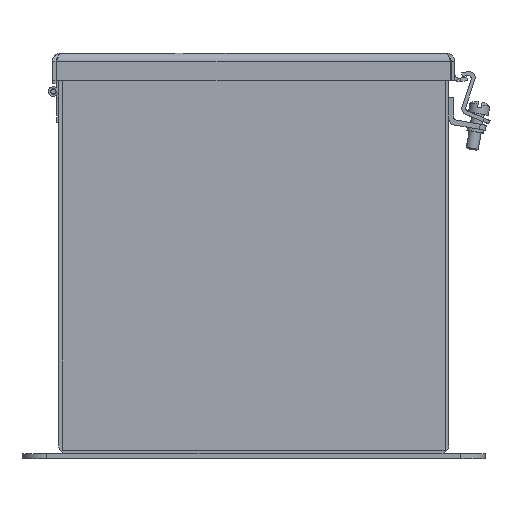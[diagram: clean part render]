
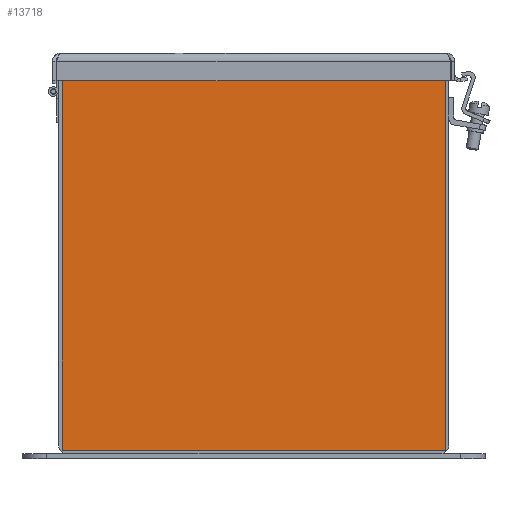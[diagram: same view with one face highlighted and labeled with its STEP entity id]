
A CAD part, left-side view. The second image highlights one B-rep face of the part: STEP entity #13718.
In plain terms, the highlighted planar face has unit normal (-1, 0, 0).
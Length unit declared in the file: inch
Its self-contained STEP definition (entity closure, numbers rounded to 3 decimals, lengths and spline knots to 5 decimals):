
#58 = VERTEX_POINT ( 'NONE', #18104 ) ;
#74 = VECTOR ( 'NONE', #19114, 39.37008 ) ;
#81 = CARTESIAN_POINT ( 'NONE',  ( -6., -3.926, -1.176 ) ) ;
#83 = CARTESIAN_POINT ( 'NONE',  ( -6., -3.926, 6.676 ) ) ;
#215 = CARTESIAN_POINT ( 'NONE',  ( -6., 0., 6.676 ) ) ;
#685 = EDGE_CURVE ( 'NONE', #5353, #13456, #10461, .T. ) ;
#709 = LINE ( 'NONE', #12202, #7300 ) ;
#1089 = DIRECTION ( 'NONE',  ( 0., 1., 0. ) ) ;
#1391 = PLANE ( 'NONE',  #7921 ) ;
#1749 = ORIENTED_EDGE ( 'NONE', *, *, #11741, .F. ) ;
#1804 = EDGE_CURVE ( 'NONE', #15796, #7858, #709, .T. ) ;
#2367 = DIRECTION ( 'NONE',  ( 0., -1., 0. ) ) ;
#3273 = CARTESIAN_POINT ( 'NONE',  ( -6., -3.926, 2.75 ) ) ;
#3321 = ORIENTED_EDGE ( 'NONE', *, *, #15491, .T. ) ;
#4051 = ORIENTED_EDGE ( 'NONE', *, *, #5062, .T. ) ;
#4105 = CARTESIAN_POINT ( 'NONE',  ( -6., 3.4277, 6.676 ) ) ;
#4406 = VERTEX_POINT ( 'NONE', #4722 ) ;
#4672 = DIRECTION ( 'NONE',  ( 0., 0., 1. ) ) ;
#4722 = CARTESIAN_POINT ( 'NONE',  ( -6., 3.4275, 6.58205 ) ) ;
#4761 = FACE_OUTER_BOUND ( 'NONE', #16145, .T. ) ;
#4880 = LINE ( 'NONE', #16153, #14639 ) ;
#4979 = DIRECTION ( 'NONE',  ( 1., 0., 0. ) ) ;
#5023 = DIRECTION ( 'NONE',  ( 0., -1., 0. ) ) ;
#5062 = EDGE_CURVE ( 'NONE', #13633, #18854, #11433, .T. ) ;
#5348 = LINE ( 'NONE', #11790, #9555 ) ;
#5353 = VERTEX_POINT ( 'NONE', #81 ) ;
#5567 = ORIENTED_EDGE ( 'NONE', *, *, #7424, .F. ) ;
#6921 = EDGE_CURVE ( 'NONE', #18169, #18854, #11460, .T. ) ;
#7010 = DIRECTION ( 'NONE',  ( 0., 1., 0. ) ) ;
#7167 = ORIENTED_EDGE ( 'NONE', *, *, #17343, .T. ) ;
#7300 = VECTOR ( 'NONE', #19968, 39.37008 ) ;
#7424 = EDGE_CURVE ( 'NONE', #16054, #5353, #8166, .T. ) ;
#7663 = ORIENTED_EDGE ( 'NONE', *, *, #16940, .F. ) ;
#7858 = VERTEX_POINT ( 'NONE', #10359 ) ;
#7912 = ORIENTED_EDGE ( 'NONE', *, *, #10815, .F. ) ;
#7921 = AXIS2_PLACEMENT_3D ( 'NONE', #19398, #4979, #14897 ) ;
#8166 = LINE ( 'NONE', #3273, #11408 ) ;
#8200 = ORIENTED_EDGE ( 'NONE', *, *, #685, .F. ) ;
#8613 = VECTOR ( 'NONE', #1089, 39.37008 ) ;
#9262 = VECTOR ( 'NONE', #9765, 39.37008 ) ;
#9555 = VECTOR ( 'NONE', #2367, 39.37008 ) ;
#9765 = DIRECTION ( 'NONE',  ( 0., 0., 1. ) ) ;
#9998 = ORIENTED_EDGE ( 'NONE', *, *, #6921, .F. ) ;
#10359 = CARTESIAN_POINT ( 'NONE',  ( -6., 3.4277, 6.58205 ) ) ;
#10461 = LINE ( 'NONE', #16554, #18629 ) ;
#10815 = EDGE_CURVE ( 'NONE', #58, #13745, #20449, .T. ) ;
#11077 = LINE ( 'NONE', #17488, #74 ) ;
#11379 = ORIENTED_EDGE ( 'NONE', *, *, #18140, .T. ) ;
#11408 = VECTOR ( 'NONE', #18135, 39.37008 ) ;
#11433 = LINE ( 'NONE', #14706, #9262 ) ;
#11460 = LINE ( 'NONE', #13545, #17103 ) ;
#11510 = CARTESIAN_POINT ( 'NONE',  ( -6., -3.4277, 6.676 ) ) ;
#11741 = EDGE_CURVE ( 'NONE', #13745, #16054, #14561, .T. ) ;
#11790 = CARTESIAN_POINT ( 'NONE',  ( -6., 0., 6.676 ) ) ;
#11935 = CARTESIAN_POINT ( 'NONE',  ( -6., -3.4275, 6.58225 ) ) ;
#12156 = VERTEX_POINT ( 'NONE', #18814 ) ;
#12202 = CARTESIAN_POINT ( 'NONE',  ( -6., 3.4277, 2.75 ) ) ;
#12360 = VECTOR ( 'NONE', #14277, 39.37008 ) ;
#12386 = CARTESIAN_POINT ( 'NONE',  ( -6., -3.4277, 2.75 ) ) ;
#12615 = CARTESIAN_POINT ( 'NONE',  ( -6., -3.4277, 6.58205 ) ) ;
#12732 = ORIENTED_EDGE ( 'NONE', *, *, #1804, .F. ) ;
#13391 = VECTOR ( 'NONE', #19466, 39.37008 ) ;
#13456 = VERTEX_POINT ( 'NONE', #17666 ) ;
#13512 = CARTESIAN_POINT ( 'NONE',  ( -6., 3.4275, 6.58225 ) ) ;
#13545 = CARTESIAN_POINT ( 'NONE',  ( -6., 0., 6.58225 ) ) ;
#13605 = DIRECTION ( 'NONE',  ( 0., 1., 0. ) ) ;
#13633 = VERTEX_POINT ( 'NONE', #19895 ) ;
#13718 = ADVANCED_FACE ( 'NONE', ( #4761 ), #1391, .F. ) ;
#13745 = VERTEX_POINT ( 'NONE', #11510 ) ;
#14050 = VECTOR ( 'NONE', #7010, 39.37008 ) ;
#14277 = DIRECTION ( 'NONE',  ( 0., 0., 1. ) ) ;
#14561 = LINE ( 'NONE', #215, #13391 ) ;
#14639 = VECTOR ( 'NONE', #4672, 39.37008 ) ;
#14706 = CARTESIAN_POINT ( 'NONE',  ( -6., -3.4275, 6.58205 ) ) ;
#14897 = DIRECTION ( 'NONE',  ( 0., 1., 0. ) ) ;
#15022 = LINE ( 'NONE', #16877, #14050 ) ;
#15158 = ORIENTED_EDGE ( 'NONE', *, *, #16723, .F. ) ;
#15491 = EDGE_CURVE ( 'NONE', #18169, #4406, #11077, .T. ) ;
#15796 = VERTEX_POINT ( 'NONE', #4105 ) ;
#16054 = VERTEX_POINT ( 'NONE', #83 ) ;
#16145 = EDGE_LOOP ( 'NONE', ( #7167, #4051, #9998, #3321, #11379, #12732, #15158, #7663, #8200, #5567, #1749, #7912 ) ) ;
#16153 = CARTESIAN_POINT ( 'NONE',  ( -6., 3.926, 2.75 ) ) ;
#16554 = CARTESIAN_POINT ( 'NONE',  ( -6., 0., -1.176 ) ) ;
#16723 = EDGE_CURVE ( 'NONE', #12156, #15796, #5348, .T. ) ;
#16877 = CARTESIAN_POINT ( 'NONE',  ( -6., 3.4275, 6.58205 ) ) ;
#16940 = EDGE_CURVE ( 'NONE', #13456, #12156, #4880, .T. ) ;
#17103 = VECTOR ( 'NONE', #5023, 39.37008 ) ;
#17343 = EDGE_CURVE ( 'NONE', #58, #13633, #17369, .T. ) ;
#17369 = LINE ( 'NONE', #12615, #8613 ) ;
#17488 = CARTESIAN_POINT ( 'NONE',  ( -6., 3.4275, 6.676 ) ) ;
#17666 = CARTESIAN_POINT ( 'NONE',  ( -6., 3.926, -1.176 ) ) ;
#18104 = CARTESIAN_POINT ( 'NONE',  ( -6., -3.4277, 6.58205 ) ) ;
#18135 = DIRECTION ( 'NONE',  ( 0., 0., -1. ) ) ;
#18140 = EDGE_CURVE ( 'NONE', #4406, #7858, #15022, .T. ) ;
#18169 = VERTEX_POINT ( 'NONE', #13512 ) ;
#18629 = VECTOR ( 'NONE', #13605, 39.37008 ) ;
#18814 = CARTESIAN_POINT ( 'NONE',  ( -6., 3.926, 6.676 ) ) ;
#18854 = VERTEX_POINT ( 'NONE', #11935 ) ;
#19114 = DIRECTION ( 'NONE',  ( 0., 0., -1. ) ) ;
#19398 = CARTESIAN_POINT ( 'NONE',  ( -6., 0., 2.75 ) ) ;
#19466 = DIRECTION ( 'NONE',  ( 0., -1., 0. ) ) ;
#19895 = CARTESIAN_POINT ( 'NONE',  ( -6., -3.4275, 6.58205 ) ) ;
#19968 = DIRECTION ( 'NONE',  ( 0., 0., -1. ) ) ;
#20449 = LINE ( 'NONE', #12386, #12360 ) ;
